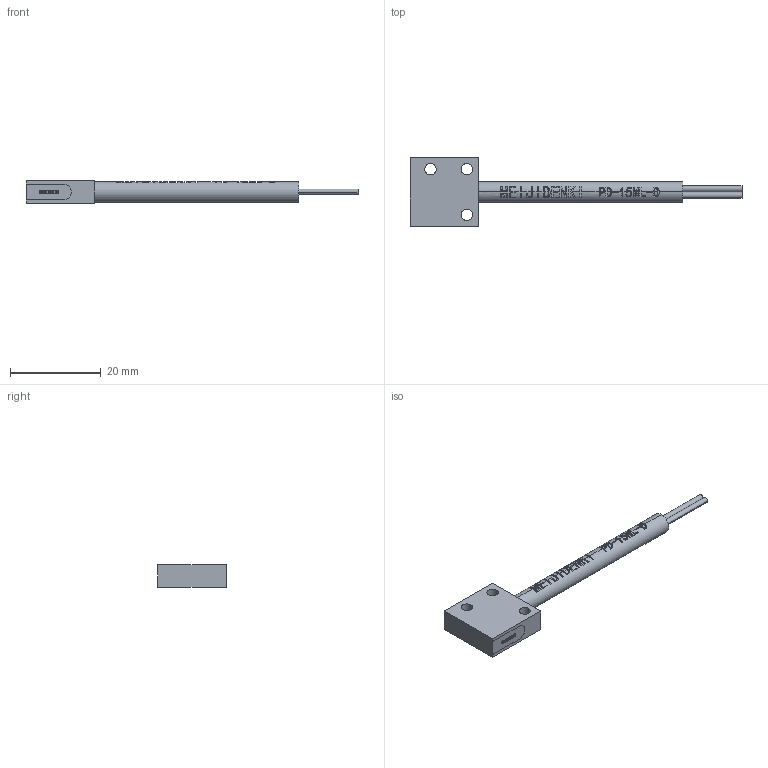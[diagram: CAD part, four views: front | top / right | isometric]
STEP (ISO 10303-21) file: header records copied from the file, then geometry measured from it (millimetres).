
FILE_DESCRIPTION((''),'2;1');
FILE_NAME('PD-15ML-D','2019-04-02T',('Gavin'),(''),'PRO/ENGINEER BY PARAMETRIC TECHNOLOGY CORPORATION, 2009440','PRO/ENGINEER BY PARAMETRIC TECHNOLOGY CORPORATION, 2009440','');
FILE_SCHEMA(('CONFIG_CONTROL_DESIGN'));
Length unit declared in the file: millimetre
Products named in the file (1): PD-15ML-D
Bounding box: 73 x 15 x 5 mm (x, y, z)
Volume: 1638 mm3; surface area: 2379.9 mm2
Topology: 1 solids, 1 shells, 266 faces, 714 edges, 476 vertices
Faces by surface type: plane 172, cylinder 68, extrusion 26
Entity records: 9514 total; most frequent: CARTESIAN_POINT 2766, ORIENTED_EDGE 1428, DIRECTION 1328, EDGE_CURVE 714, VERTEX_POINT 476, VECTOR 448, AXIS2_PLACEMENT_3D 440, LINE 422
